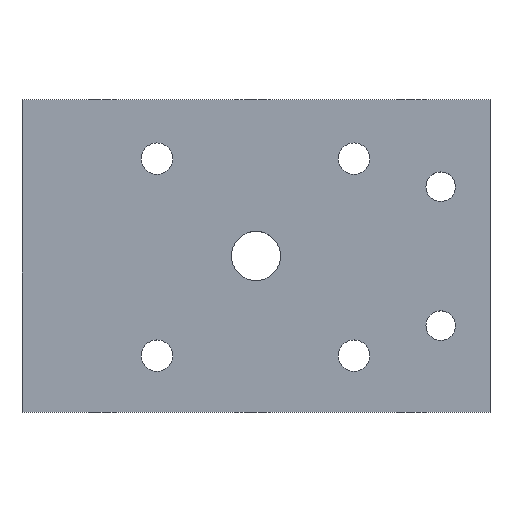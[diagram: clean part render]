
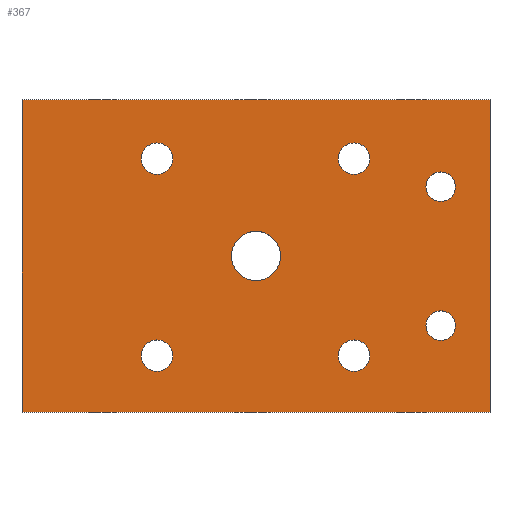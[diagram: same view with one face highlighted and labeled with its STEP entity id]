
A CAD part, top view. The second image highlights one B-rep face of the part: STEP entity #367.
In plain terms, the highlighted planar face has unit normal (0, 0, 1).
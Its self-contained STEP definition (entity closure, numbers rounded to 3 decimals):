
#18=PLANE('',#418);
#36=FACE_BOUND('',#94,.T.);
#37=FACE_BOUND('',#95,.T.);
#38=FACE_BOUND('',#96,.T.);
#39=FACE_BOUND('',#97,.T.);
#40=FACE_BOUND('',#98,.T.);
#41=FACE_BOUND('',#99,.T.);
#42=FACE_BOUND('',#100,.T.);
#61=FACE_OUTER_BOUND('',#93,.T.);
#93=EDGE_LOOP('',(#323,#324,#325,#326));
#94=EDGE_LOOP('',(#327));
#95=EDGE_LOOP('',(#328));
#96=EDGE_LOOP('',(#329));
#97=EDGE_LOOP('',(#330));
#98=EDGE_LOOP('',(#331));
#99=EDGE_LOOP('',(#332));
#100=EDGE_LOOP('',(#333));
#117=LINE('',#667,#140);
#122=LINE('',#678,#145);
#124=LINE('',#681,#147);
#125=LINE('',#682,#148);
#140=VECTOR('',#501,10.);
#145=VECTOR('',#510,10.);
#147=VECTOR('',#514,10.);
#148=VECTOR('',#515,10.);
#149=CIRCLE('',#385,1.6);
#151=CIRCLE('',#388,1.6);
#153=CIRCLE('',#391,1.6);
#155=CIRCLE('',#394,1.5);
#157=CIRCLE('',#397,1.6);
#159=CIRCLE('',#400,2.5);
#161=CIRCLE('',#403,1.5);
#169=VERTEX_POINT('',#522);
#171=VERTEX_POINT('',#528);
#173=VERTEX_POINT('',#534);
#175=VERTEX_POINT('',#540);
#177=VERTEX_POINT('',#546);
#179=VERTEX_POINT('',#552);
#185=VERTEX_POINT('',#634);
#193=VERTEX_POINT('',#660);
#196=VERTEX_POINT('',#665);
#199=VERTEX_POINT('',#675);
#200=VERTEX_POINT('',#677);
#201=EDGE_CURVE('',#169,#169,#149,.T.);
#204=EDGE_CURVE('',#171,#171,#151,.T.);
#207=EDGE_CURVE('',#173,#173,#153,.T.);
#210=EDGE_CURVE('',#175,#175,#155,.T.);
#213=EDGE_CURVE('',#177,#177,#157,.T.);
#216=EDGE_CURVE('',#179,#179,#159,.T.);
#223=EDGE_CURVE('',#185,#185,#161,.T.);
#239=EDGE_CURVE('',#196,#193,#117,.T.);
#244=EDGE_CURVE('',#200,#199,#122,.T.);
#246=EDGE_CURVE('',#199,#193,#124,.T.);
#247=EDGE_CURVE('',#200,#196,#125,.T.);
#323=ORIENTED_EDGE('',*,*,#246,.T.);
#324=ORIENTED_EDGE('',*,*,#239,.F.);
#325=ORIENTED_EDGE('',*,*,#247,.F.);
#326=ORIENTED_EDGE('',*,*,#244,.T.);
#327=ORIENTED_EDGE('',*,*,#201,.T.);
#328=ORIENTED_EDGE('',*,*,#204,.T.);
#329=ORIENTED_EDGE('',*,*,#207,.T.);
#330=ORIENTED_EDGE('',*,*,#210,.T.);
#331=ORIENTED_EDGE('',*,*,#213,.T.);
#332=ORIENTED_EDGE('',*,*,#216,.T.);
#333=ORIENTED_EDGE('',*,*,#223,.T.);
#367=ADVANCED_FACE('',(#61,#36,#37,#38,#39,#40,#41,#42),#18,.T.);
#385=AXIS2_PLACEMENT_3D('',#523,#425,#426);
#388=AXIS2_PLACEMENT_3D('',#529,#432,#433);
#391=AXIS2_PLACEMENT_3D('',#535,#439,#440);
#394=AXIS2_PLACEMENT_3D('',#541,#446,#447);
#397=AXIS2_PLACEMENT_3D('',#547,#453,#454);
#400=AXIS2_PLACEMENT_3D('',#553,#460,#461);
#403=AXIS2_PLACEMENT_3D('',#635,#467,#468);
#418=AXIS2_PLACEMENT_3D('',#680,#512,#513);
#425=DIRECTION('center_axis',(0.,0.,-1.));
#426=DIRECTION('ref_axis',(-1.,0.,0.));
#432=DIRECTION('center_axis',(0.,0.,-1.));
#433=DIRECTION('ref_axis',(-1.,0.,0.));
#439=DIRECTION('center_axis',(0.,0.,-1.));
#440=DIRECTION('ref_axis',(-1.,0.,0.));
#446=DIRECTION('center_axis',(0.,0.,-1.));
#447=DIRECTION('ref_axis',(-1.,0.,0.));
#453=DIRECTION('center_axis',(0.,0.,-1.));
#454=DIRECTION('ref_axis',(-1.,0.,0.));
#460=DIRECTION('center_axis',(0.,0.,-1.));
#461=DIRECTION('ref_axis',(-1.,0.,0.));
#467=DIRECTION('center_axis',(0.,0.,-1.));
#468=DIRECTION('ref_axis',(-1.,0.,0.));
#501=DIRECTION('',(1.,0.,0.));
#510=DIRECTION('',(1.,0.,0.));
#512=DIRECTION('center_axis',(0.,0.,1.));
#513=DIRECTION('ref_axis',(0.,-1.,0.));
#514=DIRECTION('',(0.,1.,0.));
#515=DIRECTION('',(0.,1.,0.));
#522=CARTESIAN_POINT('',(35.3,9.75,31.75));
#523=CARTESIAN_POINT('Origin',(33.7,9.75,31.75));
#528=CARTESIAN_POINT('',(15.3,9.75,31.75));
#529=CARTESIAN_POINT('Origin',(13.7,9.75,31.75));
#534=CARTESIAN_POINT('',(35.3,29.75,31.75));
#535=CARTESIAN_POINT('Origin',(33.7,29.75,31.75));
#540=CARTESIAN_POINT('',(44.,12.8,31.75));
#541=CARTESIAN_POINT('Origin',(42.5,12.8,31.75));
#546=CARTESIAN_POINT('',(15.3,29.75,31.75));
#547=CARTESIAN_POINT('Origin',(13.7,29.75,31.75));
#552=CARTESIAN_POINT('',(26.25,19.875,31.75));
#553=CARTESIAN_POINT('Origin',(23.75,19.875,31.75));
#634=CARTESIAN_POINT('',(44.,26.9,31.75));
#635=CARTESIAN_POINT('Origin',(42.5,26.9,31.75));
#660=CARTESIAN_POINT('',(47.5,35.75,31.75));
#665=CARTESIAN_POINT('',(0.,35.75,31.75));
#667=CARTESIAN_POINT('',(0.,35.75,31.75));
#675=CARTESIAN_POINT('',(47.5,4.,31.75));
#677=CARTESIAN_POINT('',(0.,4.,31.75));
#678=CARTESIAN_POINT('',(0.,4.,31.75));
#680=CARTESIAN_POINT('Origin',(0.,35.75,31.75));
#681=CARTESIAN_POINT('',(47.5,27.813,31.75));
#682=CARTESIAN_POINT('',(0.,4.,31.75));
